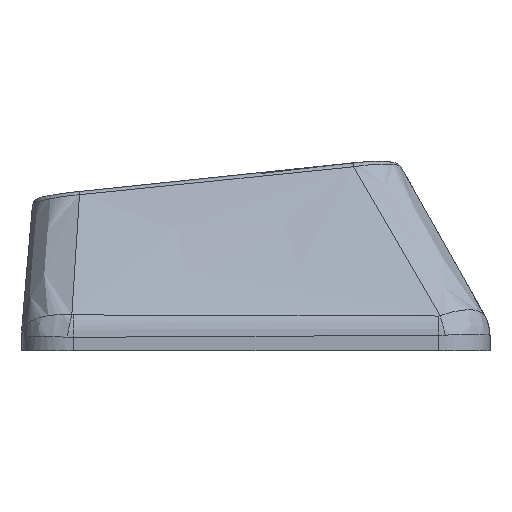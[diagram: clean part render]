
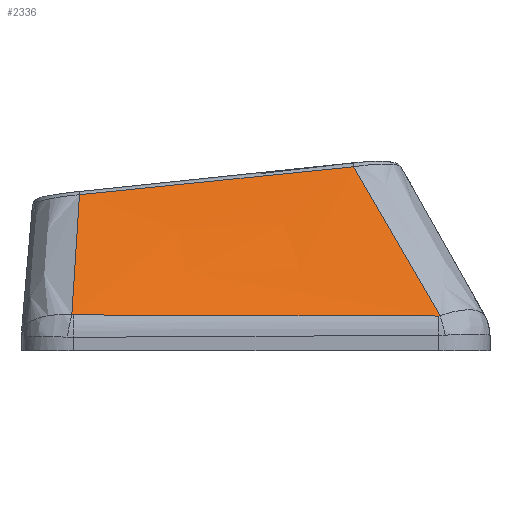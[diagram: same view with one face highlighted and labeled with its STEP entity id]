
A CAD part, left-side view. The second image highlights one B-rep face of the part: STEP entity #2336.
In plain terms, the highlighted free-form (B-spline) face has degree [3, 3] with [4, 4] control points.
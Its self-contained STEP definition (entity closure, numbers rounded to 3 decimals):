
#367=FACE_OUTER_BOUND('',#487,.T.);
#487=EDGE_LOOP('',(#1771,#1772,#1773,#1774,#1775,#1776));
#710=B_SPLINE_CURVE_WITH_KNOTS('',3,(#4422,#4423,#4424,#4425),
 .UNSPECIFIED.,.F.,.F.,(4,4),(0.,0.007),
 .UNSPECIFIED.);
#712=B_SPLINE_CURVE_WITH_KNOTS('',3,(#4449,#4450,#4451,#4452),
 .UNSPECIFIED.,.F.,.F.,(4,4),(0.,1.416),.UNSPECIFIED.);
#714=B_SPLINE_CURVE_WITH_KNOTS('',3,(#4476,#4477,#4478,#4479),
 .UNSPECIFIED.,.F.,.F.,(4,4),(0.,0.006),
 .UNSPECIFIED.);
#729=B_SPLINE_CURVE_WITH_KNOTS('',3,(#4761,#4762,#4763,#4764),
 .UNSPECIFIED.,.F.,.F.,(4,4),(0.022,0.77),
 .UNSPECIFIED.);
#730=B_SPLINE_CURVE_WITH_KNOTS('',3,(#4766,#4767,#4768,#4769),
 .UNSPECIFIED.,.F.,.F.,(4,4),(-1.068,0.),
 .UNSPECIFIED.);
#731=B_SPLINE_CURVE_WITH_KNOTS('',3,(#4770,#4771,#4772,#4773),
 .UNSPECIFIED.,.F.,.F.,(4,4),(-0.59,-0.017),
 .UNSPECIFIED.);
#952=VERTEX_POINT('',#4384);
#954=VERTEX_POINT('',#4415);
#956=VERTEX_POINT('',#4442);
#958=VERTEX_POINT('',#4469);
#974=VERTEX_POINT('',#4760);
#975=VERTEX_POINT('',#4765);
#1246=EDGE_CURVE('',#952,#954,#710,.T.);
#1249=EDGE_CURVE('',#954,#956,#712,.T.);
#1252=EDGE_CURVE('',#956,#958,#714,.T.);
#1276=EDGE_CURVE('',#974,#952,#729,.T.);
#1277=EDGE_CURVE('',#975,#974,#730,.T.);
#1278=EDGE_CURVE('',#958,#975,#731,.T.);
#1771=ORIENTED_EDGE('',*,*,#1252,.F.);
#1772=ORIENTED_EDGE('',*,*,#1249,.F.);
#1773=ORIENTED_EDGE('',*,*,#1246,.F.);
#1774=ORIENTED_EDGE('',*,*,#1276,.F.);
#1775=ORIENTED_EDGE('',*,*,#1277,.F.);
#1776=ORIENTED_EDGE('',*,*,#1278,.F.);
#2277=B_SPLINE_SURFACE_WITH_KNOTS('',3,3,((#4744,#4745,#4746,#4747),(#4748,
#4749,#4750,#4751),(#4752,#4753,#4754,#4755),(#4756,#4757,#4758,#4759)),
 .UNSPECIFIED.,.F.,.F.,.F.,(4,4),(4,4),(0.097,0.894),
(0.027,0.945),.UNSPECIFIED.);
#2336=ADVANCED_FACE('',(#367),#2277,.T.);
#4384=CARTESIAN_POINT('',(-20.782,-7.144,0.355));
#4415=CARTESIAN_POINT('',(-20.786,-7.077,0.347));
#4422=CARTESIAN_POINT('Ctrl Pts',(-20.782,-7.144,0.355));
#4423=CARTESIAN_POINT('Ctrl Pts',(-20.785,-7.122,0.35));
#4424=CARTESIAN_POINT('Ctrl Pts',(-20.786,-7.1,0.347));
#4425=CARTESIAN_POINT('Ctrl Pts',(-20.786,-7.077,0.347));
#4442=CARTESIAN_POINT('',(-20.71,7.086,0.39));
#4449=CARTESIAN_POINT('Ctrl Pts',(-20.786,-7.077,0.347));
#4450=CARTESIAN_POINT('Ctrl Pts',(-20.766,-2.356,0.361));
#4451=CARTESIAN_POINT('Ctrl Pts',(-20.742,2.365,0.375));
#4452=CARTESIAN_POINT('Ctrl Pts',(-20.71,7.086,0.39));
#4469=CARTESIAN_POINT('',(-20.706,7.147,0.395));
#4476=CARTESIAN_POINT('Ctrl Pts',(-20.71,7.086,0.39));
#4477=CARTESIAN_POINT('Ctrl Pts',(-20.71,7.106,0.39));
#4478=CARTESIAN_POINT('Ctrl Pts',(-20.708,7.127,0.392));
#4479=CARTESIAN_POINT('Ctrl Pts',(-20.706,7.147,0.395));
#4744=CARTESIAN_POINT('Ctrl Pts',(-17.417,-4.155,6.178));
#4745=CARTESIAN_POINT('Ctrl Pts',(-18.54,-5.153,4.234));
#4746=CARTESIAN_POINT('Ctrl Pts',(-19.663,-6.15,2.291));
#4747=CARTESIAN_POINT('Ctrl Pts',(-20.786,-7.147,0.347));
#4748=CARTESIAN_POINT('Ctrl Pts',(-17.417,-0.389,
5.793));
#4749=CARTESIAN_POINT('Ctrl Pts',(-18.54,-1.053,3.971));
#4750=CARTESIAN_POINT('Ctrl Pts',(-19.663,-1.718,2.148));
#4751=CARTESIAN_POINT('Ctrl Pts',(-20.786,-2.382,0.326));
#4752=CARTESIAN_POINT('Ctrl Pts',(-17.417,3.378,5.409));
#4753=CARTESIAN_POINT('Ctrl Pts',(-18.54,3.046,3.707));
#4754=CARTESIAN_POINT('Ctrl Pts',(-19.663,2.714,2.006));
#4755=CARTESIAN_POINT('Ctrl Pts',(-20.786,2.382,0.304));
#4756=CARTESIAN_POINT('Ctrl Pts',(-17.417,7.145,5.024));
#4757=CARTESIAN_POINT('Ctrl Pts',(-18.54,7.146,3.444));
#4758=CARTESIAN_POINT('Ctrl Pts',(-19.663,7.146,1.863));
#4759=CARTESIAN_POINT('Ctrl Pts',(-20.786,7.147,0.282));
#4760=CARTESIAN_POINT('',(-17.418,-3.777,6.138));
#4761=CARTESIAN_POINT('Ctrl Pts',(-17.418,-3.777,6.138));
#4762=CARTESIAN_POINT('Ctrl Pts',(-18.545,-4.905,4.215));
#4763=CARTESIAN_POINT('Ctrl Pts',(-19.665,-6.026,2.287));
#4764=CARTESIAN_POINT('Ctrl Pts',(-20.782,-7.144,0.355));
#4765=CARTESIAN_POINT('',(-17.417,6.849,5.054));
#4766=CARTESIAN_POINT('Ctrl Pts',(-17.417,6.849,5.054));
#4767=CARTESIAN_POINT('Ctrl Pts',(-17.418,3.307,5.415));
#4768=CARTESIAN_POINT('Ctrl Pts',(-17.418,-0.235,
5.776));
#4769=CARTESIAN_POINT('Ctrl Pts',(-17.418,-3.777,6.138));
#4770=CARTESIAN_POINT('Ctrl Pts',(-20.706,7.147,0.395));
#4771=CARTESIAN_POINT('Ctrl Pts',(-19.605,7.041,1.946));
#4772=CARTESIAN_POINT('Ctrl Pts',(-18.507,6.94,3.499));
#4773=CARTESIAN_POINT('Ctrl Pts',(-17.417,6.849,5.054));
